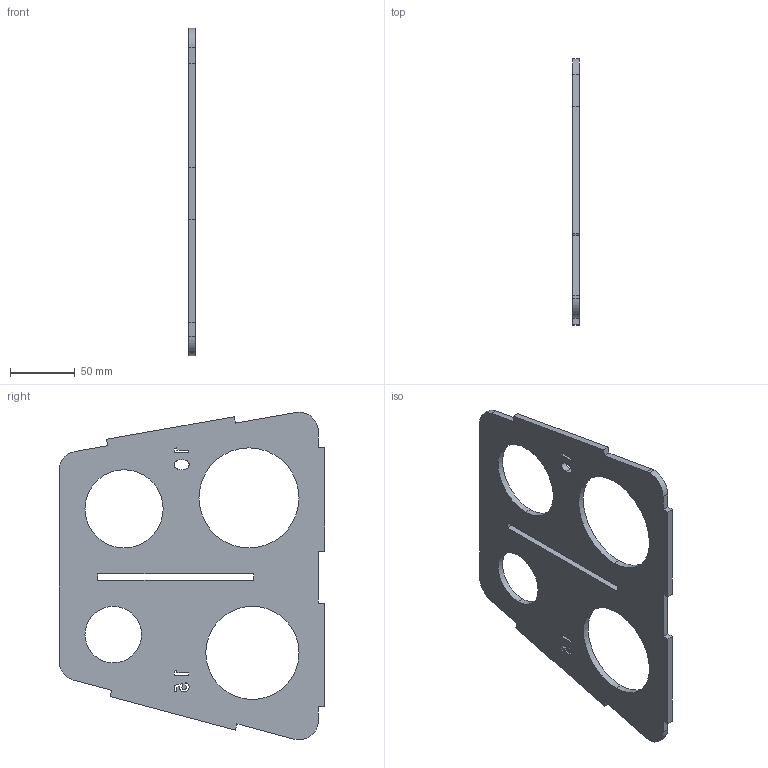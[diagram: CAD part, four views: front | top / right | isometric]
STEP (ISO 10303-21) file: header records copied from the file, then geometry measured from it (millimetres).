
FILE_DESCRIPTION (( 'STEP AP214' ), '1' );
FILE_NAME ('Variable angle foot rest - wall z 1015.STEP', '2023-07-03T13:55:34', ( '' ), ( '' ), 'SwSTEP 2.0', 'SolidWorks 2020', '' );
FILE_SCHEMA (( 'AUTOMOTIVE_DESIGN' ));
Length unit declared in the file: millimetre
Products named in the file (1): Variable angle foot rest - wall z 1015
Bounding box: 5 x 205.05 x 252.54 mm (x, y, z)
Volume: 154338 mm3; surface area: 71918.3 mm2
Topology: 1 solids, 1 shells, 71 faces, 207 edges, 138 vertices
Faces by surface type: plane 45, cylinder 13, bspline 13
Entity records: 3071 total; most frequent: CARTESIAN_POINT 1182, ORIENTED_EDGE 414, DIRECTION 325, EDGE_CURVE 207, LINE 155, VECTOR 155, VERTEX_POINT 138, EDGE_LOOP 89
